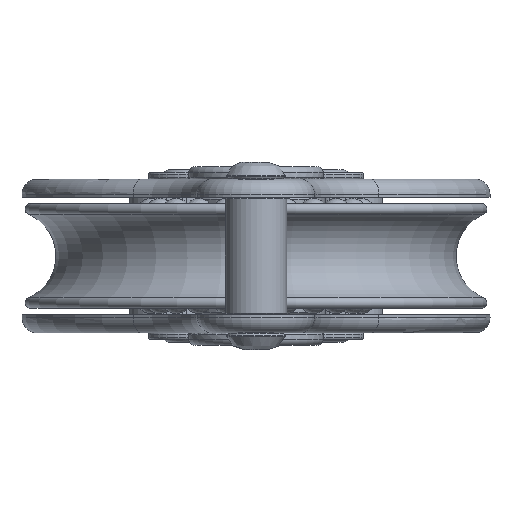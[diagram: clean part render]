
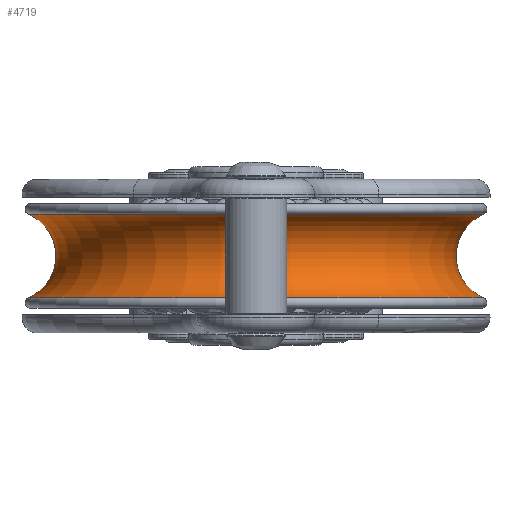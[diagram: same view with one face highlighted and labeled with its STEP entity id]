
A CAD part, front view. The second image highlights one B-rep face of the part: STEP entity #4719.
In plain terms, the highlighted toroidal (fillet/blend) face has major radius 39.9 mm and minor radius 7.4 mm.
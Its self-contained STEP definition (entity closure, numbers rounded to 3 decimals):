
#390=TOROIDAL_SURFACE('',#5153,39.9,7.4);
#659=FACE_BOUND('',#1435,.T.);
#1010=FACE_OUTER_BOUND('',#1434,.T.);
#1434=EDGE_LOOP('',(#3515));
#1435=EDGE_LOOP('',(#3516));
#1972=CIRCLE('',#5154,36.963);
#1973=CIRCLE('',#5155,36.963);
#2373=VERTEX_POINT('',#7657);
#2374=VERTEX_POINT('',#7659);
#2833=EDGE_CURVE('',#2373,#2373,#1972,.T.);
#2834=EDGE_CURVE('',#2374,#2374,#1973,.T.);
#3515=ORIENTED_EDGE('',*,*,#2833,.F.);
#3516=ORIENTED_EDGE('',*,*,#2834,.T.);
#4719=ADVANCED_FACE('',(#1010,#659),#390,.F.);
#5153=AXIS2_PLACEMENT_3D('',#7656,#6054,#6055);
#5154=AXIS2_PLACEMENT_3D('',#7658,#6056,#6057);
#5155=AXIS2_PLACEMENT_3D('',#7660,#6058,#6059);
#6054=DIRECTION('center_axis',(0.,0.,
-1.));
#6055=DIRECTION('ref_axis',(1.,0.,0.));
#6056=DIRECTION('center_axis',(0.,0.,
-1.));
#6057=DIRECTION('ref_axis',(0.,-1.,0.));
#6058=DIRECTION('center_axis',(0.,0.,
-1.));
#6059=DIRECTION('ref_axis',(0.,-1.,0.));
#7656=CARTESIAN_POINT('Origin',(0.,0.,0.));
#7657=CARTESIAN_POINT('',(0.,-36.963,-6.792));
#7658=CARTESIAN_POINT('Origin',(0.,0.,
-6.792));
#7659=CARTESIAN_POINT('',(0.,-36.963,6.792));
#7660=CARTESIAN_POINT('Origin',(0.,0.,
6.792));
